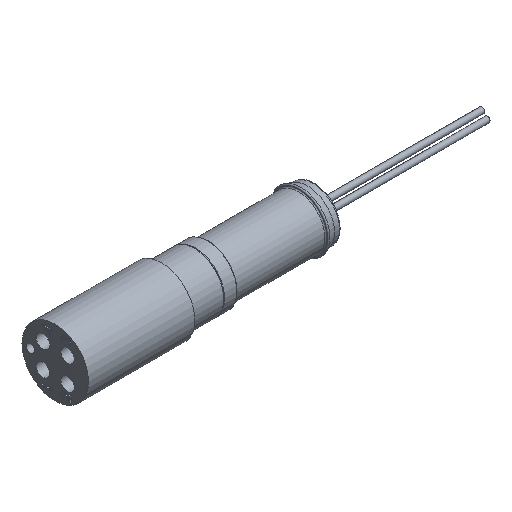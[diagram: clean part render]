
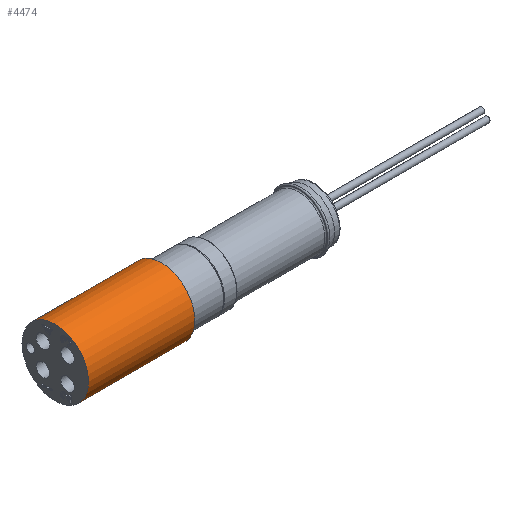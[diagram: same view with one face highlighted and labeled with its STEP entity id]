
A CAD part, isometric view. The second image highlights one B-rep face of the part: STEP entity #4474.
In plain terms, the highlighted cylindrical face has radius 7.938 mm (diameter 15.875 mm), a full revolution.
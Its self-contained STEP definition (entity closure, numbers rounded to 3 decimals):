
#491=FACE_OUTER_BOUND('',#726,.T.);
#726=EDGE_LOOP('',(#3615,#3616,#3617,#3618,#3619,#3620));
#976=LINE('',#7410,#1246);
#1246=VECTOR('',#6062,7.938);
#1583=CIRCLE('',#4980,7.938);
#1584=CIRCLE('',#4981,7.938);
#1585=CIRCLE('',#4982,7.938);
#1586=CIRCLE('',#4983,7.938);
#1953=VERTEX_POINT('',#7406);
#1954=VERTEX_POINT('',#7407);
#1955=VERTEX_POINT('',#7409);
#1956=VERTEX_POINT('',#7411);
#2542=EDGE_CURVE('',#1953,#1954,#1583,.T.);
#2543=EDGE_CURVE('',#1954,#1955,#976,.T.);
#2544=EDGE_CURVE('',#1956,#1955,#1584,.T.);
#2545=EDGE_CURVE('',#1955,#1956,#1585,.T.);
#2546=EDGE_CURVE('',#1954,#1953,#1586,.T.);
#3615=ORIENTED_EDGE('',*,*,#2542,.T.);
#3616=ORIENTED_EDGE('',*,*,#2543,.T.);
#3617=ORIENTED_EDGE('',*,*,#2544,.F.);
#3618=ORIENTED_EDGE('',*,*,#2545,.F.);
#3619=ORIENTED_EDGE('',*,*,#2543,.F.);
#3620=ORIENTED_EDGE('',*,*,#2546,.T.);
#4092=CYLINDRICAL_SURFACE('',#4979,7.938);
#4474=ADVANCED_FACE('',(#491),#4092,.T.);
#4979=AXIS2_PLACEMENT_3D('',#7405,#6058,#6059);
#4980=AXIS2_PLACEMENT_3D('',#7408,#6060,#6061);
#4981=AXIS2_PLACEMENT_3D('',#7412,#6063,#6064);
#4982=AXIS2_PLACEMENT_3D('',#7413,#6065,#6066);
#4983=AXIS2_PLACEMENT_3D('',#7414,#6067,#6068);
#6058=DIRECTION('center_axis',(1.,0.,0.));
#6059=DIRECTION('ref_axis',(0.,0.,-1.));
#6060=DIRECTION('center_axis',(-1.,0.,0.));
#6061=DIRECTION('ref_axis',(0.,0.,1.));
#6062=DIRECTION('',(-1.,0.,0.));
#6063=DIRECTION('center_axis',(-1.,0.,0.));
#6064=DIRECTION('ref_axis',(0.,0.,1.));
#6065=DIRECTION('center_axis',(-1.,0.,0.));
#6066=DIRECTION('ref_axis',(0.,0.,1.));
#6067=DIRECTION('center_axis',(-1.,0.,0.));
#6068=DIRECTION('ref_axis',(0.,0.,1.));
#7405=CARTESIAN_POINT('Origin',(-26.988,0.,0.));
#7406=CARTESIAN_POINT('',(-1.588,0.,-7.938));
#7407=CARTESIAN_POINT('',(-1.588,0.,7.938));
#7408=CARTESIAN_POINT('Origin',(-1.588,0.,0.));
#7409=CARTESIAN_POINT('',(-26.988,0.,7.938));
#7410=CARTESIAN_POINT('',(-26.988,0.,7.938));
#7411=CARTESIAN_POINT('',(-26.988,0.,-7.938));
#7412=CARTESIAN_POINT('Origin',(-26.988,0.,0.));
#7413=CARTESIAN_POINT('Origin',(-26.988,0.,0.));
#7414=CARTESIAN_POINT('Origin',(-1.588,0.,0.));
